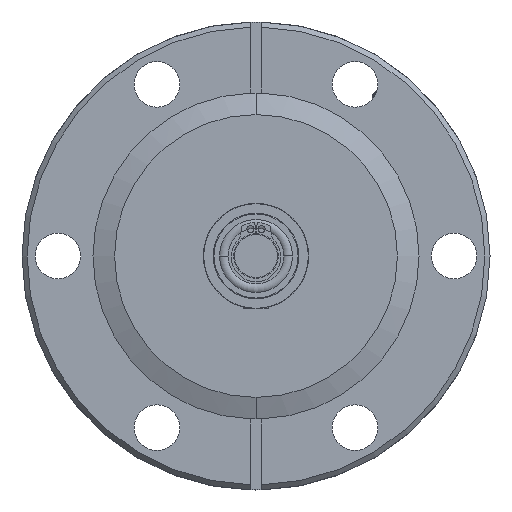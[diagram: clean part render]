
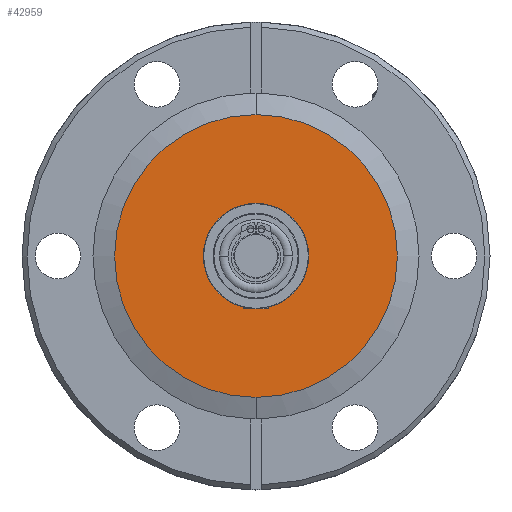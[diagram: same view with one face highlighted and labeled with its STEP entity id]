
A CAD part, front view. The second image highlights one B-rep face of the part: STEP entity #42959.
In plain terms, the highlighted planar face has unit normal (0, -1, 0).
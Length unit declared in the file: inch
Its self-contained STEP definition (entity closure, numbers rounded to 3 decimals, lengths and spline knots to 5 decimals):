
#3013 = AXIS2_PLACEMENT_3D ( 'NONE', #8450, #8460, #8461 ) ;
#8450 = CARTESIAN_POINT ( 'NONE',  ( 0., 0.086, 0.825 ) ) ;
#8451 = PLANE ( 'NONE',  #3013 ) ;
#8460 = DIRECTION ( 'NONE',  ( 0., -1., 0. ) ) ;
#8461 = DIRECTION ( 'NONE',  ( 0., 0., -1. ) ) ;
#19492 = CARTESIAN_POINT ( 'NONE',  ( 0., 0.086, 0. ) ) ;
#19507 = CARTESIAN_POINT ( 'NONE',  ( 0., 0.086, 0. ) ) ;
#19509 = DIRECTION ( 'NONE',  ( 0., -1., 0. ) ) ;
#19510 = DIRECTION ( 'NONE',  ( 0., 0., -1. ) ) ;
#19521 = CARTESIAN_POINT ( 'NONE',  ( 0., 0.086, 0. ) ) ;
#19523 = DIRECTION ( 'NONE',  ( 0., -1., 0. ) ) ;
#19525 = DIRECTION ( 'NONE',  ( 0., 0., -1. ) ) ;
#19526 = CARTESIAN_POINT ( 'NONE',  ( 0., 0.086, 0. ) ) ;
#19530 = DIRECTION ( 'NONE',  ( 0., -1., 0. ) ) ;
#19531 = DIRECTION ( 'NONE',  ( 0., 0., -1. ) ) ;
#19535 = DIRECTION ( 'NONE',  ( 0., -1., 0. ) ) ;
#19537 = DIRECTION ( 'NONE',  ( 0., 0., -1. ) ) ;
#21246 = FACE_BOUND ( 'NONE', #41929, .T. ) ;
#21255 = FACE_OUTER_BOUND ( 'NONE', #41926, .T. ) ;
#27253 = CIRCLE ( 'NONE', #46302, 0.825 ) ;
#27262 = CIRCLE ( 'NONE', #46300, 0.307 ) ;
#27265 = CIRCLE ( 'NONE', #46295, 0.307 ) ;
#27269 = CIRCLE ( 'NONE', #46309, 0.825 ) ;
#32156 = CARTESIAN_POINT ( 'NONE',  ( 0., 0.086, 0.825 ) ) ;
#32157 = CARTESIAN_POINT ( 'NONE',  ( 0., 0.086, -0.825 ) ) ;
#32158 = CARTESIAN_POINT ( 'NONE',  ( 0., 0.086, -0.307 ) ) ;
#32159 = CARTESIAN_POINT ( 'NONE',  ( 0., 0.086, 0.307 ) ) ;
#41926 = EDGE_LOOP ( 'NONE', ( #42366, #42367 ) ) ;
#41929 = EDGE_LOOP ( 'NONE', ( #42364, #42365 ) ) ;
#42364 = ORIENTED_EDGE ( 'NONE', *, *, #48346, .F. ) ;
#42365 = ORIENTED_EDGE ( 'NONE', *, *, #48345, .F. ) ;
#42366 = ORIENTED_EDGE ( 'NONE', *, *, #48347, .T. ) ;
#42367 = ORIENTED_EDGE ( 'NONE', *, *, #48338, .T. ) ;
#42959 = ADVANCED_FACE ( 'NONE', ( #21246, #21255 ), #8451, .T. ) ;
#46295 = AXIS2_PLACEMENT_3D ( 'NONE', #19526, #19530, #19531 ) ;
#46300 = AXIS2_PLACEMENT_3D ( 'NONE', #19507, #19523, #19525 ) ;
#46302 = AXIS2_PLACEMENT_3D ( 'NONE', #19492, #19509, #19510 ) ;
#46309 = AXIS2_PLACEMENT_3D ( 'NONE', #19521, #19535, #19537 ) ;
#48338 = EDGE_CURVE ( 'NONE', #51510, #51511, #27253, .T. ) ;
#48345 = EDGE_CURVE ( 'NONE', #51513, #51512, #27262, .T. ) ;
#48346 = EDGE_CURVE ( 'NONE', #51512, #51513, #27265, .T. ) ;
#48347 = EDGE_CURVE ( 'NONE', #51511, #51510, #27269, .T. ) ;
#51510 = VERTEX_POINT ( 'NONE', #32156 ) ;
#51511 = VERTEX_POINT ( 'NONE', #32157 ) ;
#51512 = VERTEX_POINT ( 'NONE', #32158 ) ;
#51513 = VERTEX_POINT ( 'NONE', #32159 ) ;
